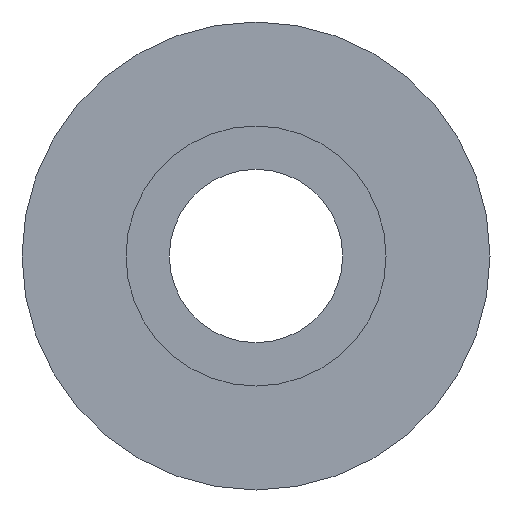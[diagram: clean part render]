
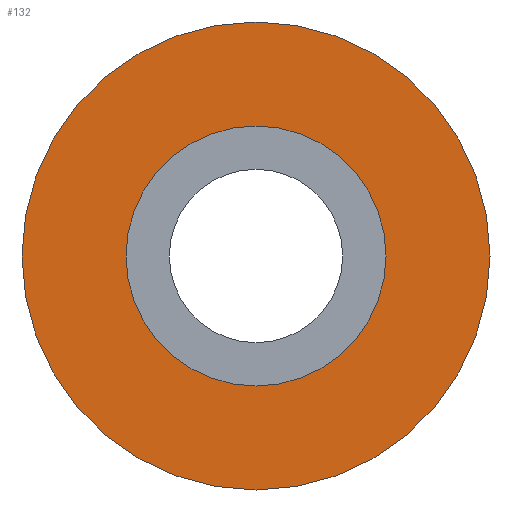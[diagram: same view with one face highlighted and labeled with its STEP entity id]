
A CAD part, front view. The second image highlights one B-rep face of the part: STEP entity #132.
In plain terms, the highlighted planar face has unit normal (0, -1, 0).
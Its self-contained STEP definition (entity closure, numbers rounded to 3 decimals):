
#17 = ORIENTED_EDGE ( 'NONE', *, *, #444, .F. ) ;
#35 = CIRCLE ( 'NONE', #665, 13.5 ) ;
#43 = DIRECTION ( 'NONE',  ( 0., 0., -1. ) ) ;
#53 = EDGE_CURVE ( 'NONE', #414, #336, #608, .T. ) ;
#112 = PLANE ( 'NONE',  #229 ) ;
#124 = CARTESIAN_POINT ( 'NONE',  ( 0., 5., -7.1 ) ) ;
#132 = ADVANCED_FACE ( 'NONE', ( #155, #211 ), #112, .F. ) ;
#147 = CARTESIAN_POINT ( 'NONE',  ( 0., 5., -13.5 ) ) ;
#155 = FACE_BOUND ( 'NONE', #397, .T. ) ;
#158 = DIRECTION ( 'NONE',  ( 0., -1., 0. ) ) ;
#186 = DIRECTION ( 'NONE',  ( 0., -1., 0. ) ) ;
#196 = ORIENTED_EDGE ( 'NONE', *, *, #543, .T. ) ;
#211 = FACE_OUTER_BOUND ( 'NONE', #370, .T. ) ;
#213 = AXIS2_PLACEMENT_3D ( 'NONE', #420, #158, #635 ) ;
#229 = AXIS2_PLACEMENT_3D ( 'NONE', #526, #631, #373 ) ;
#242 = CARTESIAN_POINT ( 'NONE',  ( 0., 5., 0. ) ) ;
#253 = CARTESIAN_POINT ( 'NONE',  ( 0., 5., 0. ) ) ;
#322 = ORIENTED_EDGE ( 'NONE', *, *, #475, .T. ) ;
#336 = VERTEX_POINT ( 'NONE', #556 ) ;
#341 = CARTESIAN_POINT ( 'NONE',  ( 0., 5., 0. ) ) ;
#353 = VERTEX_POINT ( 'NONE', #393 ) ;
#370 = EDGE_LOOP ( 'NONE', ( #322, #196 ) ) ;
#373 = DIRECTION ( 'NONE',  ( 0., 0., 1. ) ) ;
#393 = CARTESIAN_POINT ( 'NONE',  ( 0., 5., 13.5 ) ) ;
#397 = EDGE_LOOP ( 'NONE', ( #479, #17 ) ) ;
#414 = VERTEX_POINT ( 'NONE', #124 ) ;
#420 = CARTESIAN_POINT ( 'NONE',  ( 0., 5., 0. ) ) ;
#444 = EDGE_CURVE ( 'NONE', #336, #414, #563, .T. ) ;
#448 = VERTEX_POINT ( 'NONE', #147 ) ;
#475 = EDGE_CURVE ( 'NONE', #448, #353, #607, .T. ) ;
#479 = ORIENTED_EDGE ( 'NONE', *, *, #53, .F. ) ;
#492 = AXIS2_PLACEMENT_3D ( 'NONE', #341, #666, #564 ) ;
#526 = CARTESIAN_POINT ( 'NONE',  ( -13.5, 5., 0. ) ) ;
#543 = EDGE_CURVE ( 'NONE', #353, #448, #35, .T. ) ;
#556 = CARTESIAN_POINT ( 'NONE',  ( 0., 5., 7.1 ) ) ;
#563 = CIRCLE ( 'NONE', #492, 7.1 ) ;
#564 = DIRECTION ( 'NONE',  ( 0., 0., -1. ) ) ;
#567 = AXIS2_PLACEMENT_3D ( 'NONE', #242, #186, #605 ) ;
#605 = DIRECTION ( 'NONE',  ( 0., 0., -1. ) ) ;
#607 = CIRCLE ( 'NONE', #567, 13.5 ) ;
#608 = CIRCLE ( 'NONE', #213, 7.1 ) ;
#631 = DIRECTION ( 'NONE',  ( 0., 1., 0. ) ) ;
#635 = DIRECTION ( 'NONE',  ( 0., 0., -1. ) ) ;
#662 = DIRECTION ( 'NONE',  ( 0., -1., 0. ) ) ;
#665 = AXIS2_PLACEMENT_3D ( 'NONE', #253, #662, #43 ) ;
#666 = DIRECTION ( 'NONE',  ( 0., -1., 0. ) ) ;
